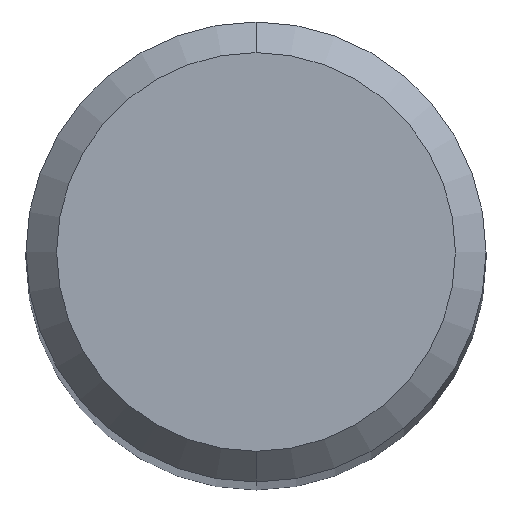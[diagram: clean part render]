
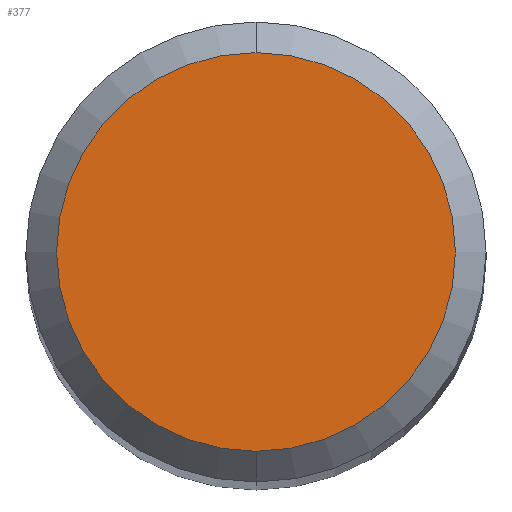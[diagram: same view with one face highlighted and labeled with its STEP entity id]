
A CAD part, top view. The second image highlights one B-rep face of the part: STEP entity #377.
In plain terms, the highlighted planar face has unit normal (0, 0, 1).
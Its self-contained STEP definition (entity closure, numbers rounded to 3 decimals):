
#305=EDGE_CURVE('',#543,#435,#834,.T.);
#377=ADVANCED_FACE('',(#911),#912,.T.);
#435=VERTEX_POINT('',#974);
#449=EDGE_CURVE('',#435,#543,#988,.T.);
#543=VERTEX_POINT('',#1090);
#834=CIRCLE('',#1415,2.6);
#911=FACE_OUTER_BOUND('',#1763,.T.);
#912=PLANE('',#1764);
#974=CARTESIAN_POINT('',(0.0,2.6,0.0));
#988=CIRCLE('',#2042,2.6);
#1090=CARTESIAN_POINT('',(0.,-2.6,0.0));
#1415=AXIS2_PLACEMENT_3D('',#3704,#3705,#3706);
#1763=EDGE_LOOP('',(#3759,#3760));
#1764=AXIS2_PLACEMENT_3D('',#3761,#3762,#3763);
#2042=AXIS2_PLACEMENT_3D('',#3822,#3823,#3824);
#3704=CARTESIAN_POINT('',(0.0,0.0,0.0));
#3705=DIRECTION('',(0.0,0.0,-1.0));
#3706=DIRECTION('',(0.0,1.0,0.0));
#3759=ORIENTED_EDGE('',*,*,#449,.F.);
#3760=ORIENTED_EDGE('',*,*,#305,.F.);
#3761=CARTESIAN_POINT('',(0.0,1.3,0.0));
#3762=DIRECTION('',(-0.0,0.0,1.0));
#3763=DIRECTION('',(0.0,-1.0,0.0));
#3822=CARTESIAN_POINT('',(0.0,0.0,0.0));
#3823=DIRECTION('',(0.0,0.0,-1.0));
#3824=DIRECTION('',(0.0,1.0,0.0));
